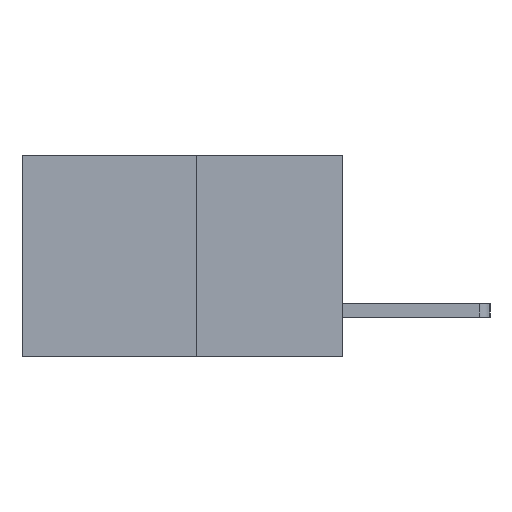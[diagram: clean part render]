
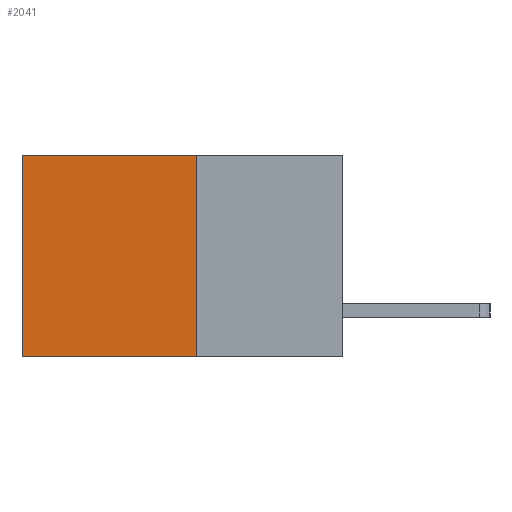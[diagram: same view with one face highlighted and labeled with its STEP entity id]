
A CAD part, left-side view. The second image highlights one B-rep face of the part: STEP entity #2041.
In plain terms, the highlighted planar face has unit normal (-1, 0, 0).
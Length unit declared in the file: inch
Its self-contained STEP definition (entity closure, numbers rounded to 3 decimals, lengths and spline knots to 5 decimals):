
#615 = EDGE_CURVE ( 'NONE', #2181, #4989, #10727, .T. ) ;
#1069 = DIRECTION ( 'NONE',  ( 0., 0., -1. ) ) ;
#1431 = VERTEX_POINT ( 'NONE', #7656 ) ;
#1523 = LINE ( 'NONE', #8272, #3725 ) ;
#1596 = VECTOR ( 'NONE', #4595, 39.37008 ) ;
#2041 = ADVANCED_FACE ( 'NONE', ( #6055 ), #9879, .F. ) ;
#2068 = LINE ( 'NONE', #11162, #7366 ) ;
#2181 = VERTEX_POINT ( 'NONE', #9219 ) ;
#2464 = ORIENTED_EDGE ( 'NONE', *, *, #615, .F. ) ;
#3725 = VECTOR ( 'NONE', #6721, 39.37008 ) ;
#4249 = EDGE_CURVE ( 'NONE', #1431, #2181, #1523, .T. ) ;
#4370 = CARTESIAN_POINT ( 'NONE',  ( 0.277, 0.27, -0.37 ) ) ;
#4595 = DIRECTION ( 'NONE',  ( 0., 1., 0. ) ) ;
#4986 = CARTESIAN_POINT ( 'NONE',  ( 0.277, 0.59, -0.37 ) ) ;
#4989 = VERTEX_POINT ( 'NONE', #4986 ) ;
#5068 = ORIENTED_EDGE ( 'NONE', *, *, #4249, .F. ) ;
#6055 = FACE_OUTER_BOUND ( 'NONE', #6412, .T. ) ;
#6185 = EDGE_CURVE ( 'NONE', #1431, #6768, #2068, .T. ) ;
#6412 = EDGE_LOOP ( 'NONE', ( #11487, #2464, #5068, #7455 ) ) ;
#6721 = DIRECTION ( 'NONE',  ( 0., 0., -1. ) ) ;
#6768 = VERTEX_POINT ( 'NONE', #10337 ) ;
#7366 = VECTOR ( 'NONE', #11120, 39.37008 ) ;
#7455 = ORIENTED_EDGE ( 'NONE', *, *, #6185, .T. ) ;
#7656 = CARTESIAN_POINT ( 'NONE',  ( 0.277, 0.27, 0. ) ) ;
#8272 = CARTESIAN_POINT ( 'NONE',  ( 0.277, 0.27, -0.37 ) ) ;
#8452 = EDGE_CURVE ( 'NONE', #6768, #4989, #9089, .T. ) ;
#8973 = DIRECTION ( 'NONE',  ( 1., 0., 0. ) ) ;
#9089 = LINE ( 'NONE', #9993, #10948 ) ;
#9219 = CARTESIAN_POINT ( 'NONE',  ( 0.277, 0.27, -0.37 ) ) ;
#9879 = PLANE ( 'NONE',  #11398 ) ;
#9993 = CARTESIAN_POINT ( 'NONE',  ( 0.277, 0.59, -0.37 ) ) ;
#10170 = CARTESIAN_POINT ( 'NONE',  ( 0.277, 0.27, -0.37 ) ) ;
#10337 = CARTESIAN_POINT ( 'NONE',  ( 0.277, 0.59, 0. ) ) ;
#10727 = LINE ( 'NONE', #4370, #1596 ) ;
#10948 = VECTOR ( 'NONE', #1069, 39.37008 ) ;
#11120 = DIRECTION ( 'NONE',  ( 0., 1., 0. ) ) ;
#11162 = CARTESIAN_POINT ( 'NONE',  ( 0.277, 0.27, 0. ) ) ;
#11167 = DIRECTION ( 'NONE',  ( 0., 0., -1. ) ) ;
#11398 = AXIS2_PLACEMENT_3D ( 'NONE', #10170, #8973, #11167 ) ;
#11487 = ORIENTED_EDGE ( 'NONE', *, *, #8452, .T. ) ;
